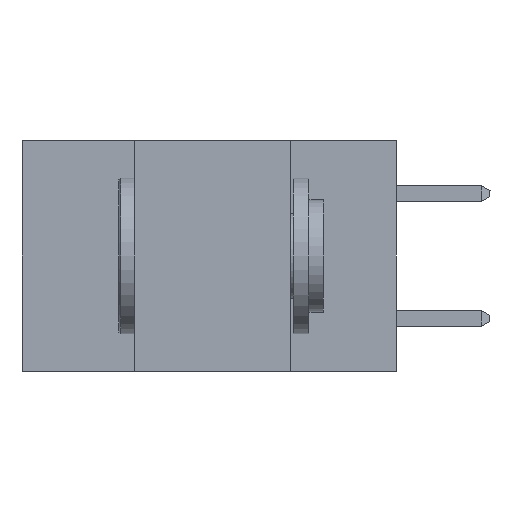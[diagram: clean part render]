
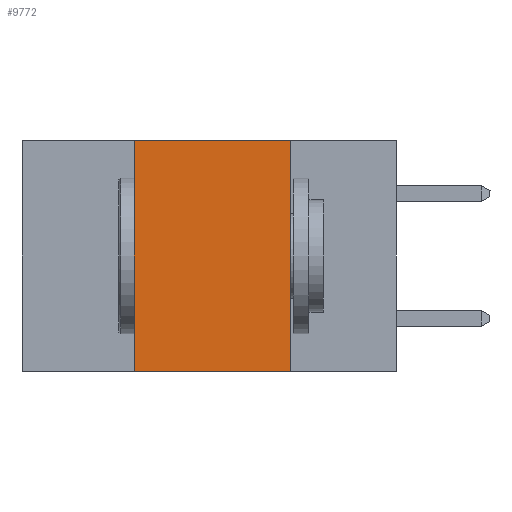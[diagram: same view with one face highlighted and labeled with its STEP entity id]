
A CAD part, left-side view. The second image highlights one B-rep face of the part: STEP entity #9772.
In plain terms, the highlighted planar face has unit normal (-1, 0, 0).
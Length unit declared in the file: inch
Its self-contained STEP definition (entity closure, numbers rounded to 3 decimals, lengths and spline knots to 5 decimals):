
#175 = VECTOR ( 'NONE', #1408, 39.37008 ) ;
#289 = DIRECTION ( 'NONE',  ( 0., 0., -1. ) ) ;
#399 = VERTEX_POINT ( 'NONE', #9513 ) ;
#1045 = VERTEX_POINT ( 'NONE', #8232 ) ;
#1103 = EDGE_LOOP ( 'NONE', ( #4863, #3097, #5209, #10169 ) ) ;
#1310 = DIRECTION ( 'NONE',  ( 0., -1., 0. ) ) ;
#1365 = LINE ( 'NONE', #10631, #8414 ) ;
#1408 = DIRECTION ( 'NONE',  ( 0., 0., -1. ) ) ;
#1445 = CARTESIAN_POINT ( 'NONE',  ( 0., 0.17, 0. ) ) ;
#1973 = VERTEX_POINT ( 'NONE', #7094 ) ;
#2216 = FACE_OUTER_BOUND ( 'NONE', #1103, .T. ) ;
#2294 = VERTEX_POINT ( 'NONE', #2672 ) ;
#2672 = CARTESIAN_POINT ( 'NONE',  ( 0., 0.42, -0.37 ) ) ;
#3097 = ORIENTED_EDGE ( 'NONE', *, *, #5788, .F. ) ;
#3647 = PLANE ( 'NONE',  #7518 ) ;
#3783 = CARTESIAN_POINT ( 'NONE',  ( 0., 0.6, -0.37 ) ) ;
#4325 = DIRECTION ( 'NONE',  ( 1., 0., 0. ) ) ;
#4863 = ORIENTED_EDGE ( 'NONE', *, *, #7613, .F. ) ;
#5209 = ORIENTED_EDGE ( 'NONE', *, *, #6427, .F. ) ;
#5211 = LINE ( 'NONE', #5896, #8262 ) ;
#5788 = EDGE_CURVE ( 'NONE', #1045, #399, #1365, .T. ) ;
#5896 = CARTESIAN_POINT ( 'NONE',  ( 0., 0.42, 0. ) ) ;
#6427 = EDGE_CURVE ( 'NONE', #2294, #1045, #5211, .T. ) ;
#6750 = DIRECTION ( 'NONE',  ( 0., 0., 1. ) ) ;
#6848 = CARTESIAN_POINT ( 'NONE',  ( 0., 0.6, 0. ) ) ;
#7094 = CARTESIAN_POINT ( 'NONE',  ( 0., 0.17, -0.37 ) ) ;
#7123 = LINE ( 'NONE', #3783, #7771 ) ;
#7518 = AXIS2_PLACEMENT_3D ( 'NONE', #6848, #4325, #289 ) ;
#7613 = EDGE_CURVE ( 'NONE', #399, #1973, #8749, .T. ) ;
#7771 = VECTOR ( 'NONE', #1310, 39.37008 ) ;
#8232 = CARTESIAN_POINT ( 'NONE',  ( 0., 0.42, 0. ) ) ;
#8262 = VECTOR ( 'NONE', #6750, 39.37008 ) ;
#8414 = VECTOR ( 'NONE', #10598, 39.37008 ) ;
#8749 = LINE ( 'NONE', #1445, #175 ) ;
#9441 = EDGE_CURVE ( 'NONE', #2294, #1973, #7123, .T. ) ;
#9513 = CARTESIAN_POINT ( 'NONE',  ( 0., 0.17, 0. ) ) ;
#9772 = ADVANCED_FACE ( 'NONE', ( #2216 ), #3647, .F. ) ;
#10169 = ORIENTED_EDGE ( 'NONE', *, *, #9441, .T. ) ;
#10598 = DIRECTION ( 'NONE',  ( 0., -1., 0. ) ) ;
#10631 = CARTESIAN_POINT ( 'NONE',  ( 0., 0.6, 0. ) ) ;
